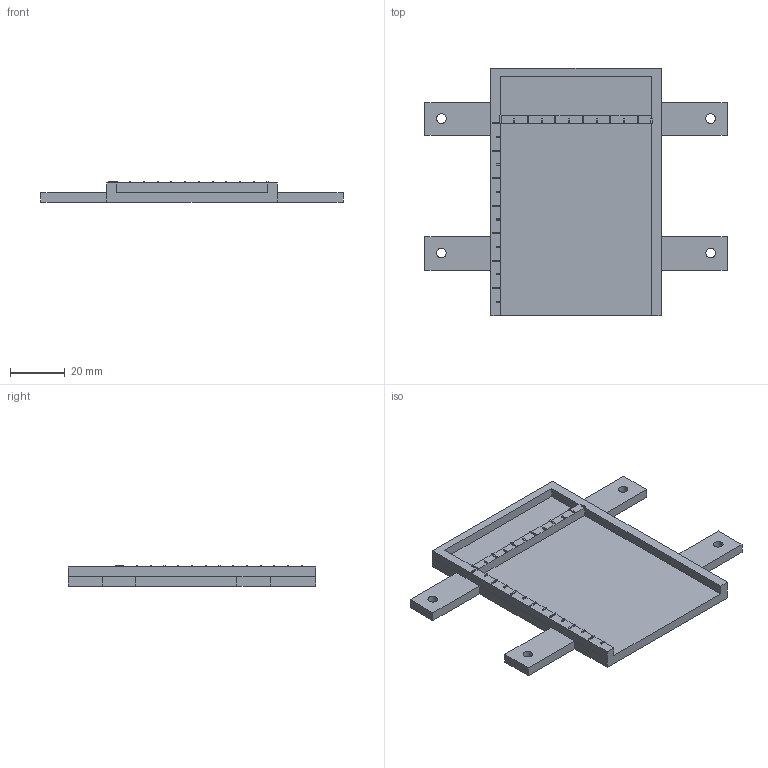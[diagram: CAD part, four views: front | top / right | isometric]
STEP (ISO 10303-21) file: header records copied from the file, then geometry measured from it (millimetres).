
FILE_DESCRIPTION(('FreeCAD Model'),'2;1');
FILE_NAME('Open CASCADE Shape Model','2024-08-02T10:52:06',(''),(''), 'Open CASCADE STEP processor 7.6','FreeCAD','Unknown');
FILE_SCHEMA(('AUTOMOTIVE_DESIGN { 1 0 10303 214 1 1 1 1 }'));
Length unit declared in the file: millimetre
Products named in the file (1): Тіло
Bounding box: 110 x 90 x 7.4 mm (x, y, z)
Volume: 26781 mm3; surface area: 17360.8 mm2
Topology: 1 solids, 1 shells, 176 faces, 450 edges, 276 vertices
Faces by surface type: plane 172, cylinder 4
Full cylindrical faces by diameter (mm): 3.5 x4
Entity records: 5164 total; most frequent: CARTESIAN_POINT 903, ORIENTED_EDGE 900, DIRECTION 812, EDGE_CURVE 450, LINE 442, VECTOR 442, VERTEX_POINT 276, AXIS2_PLACEMENT_3D 185
